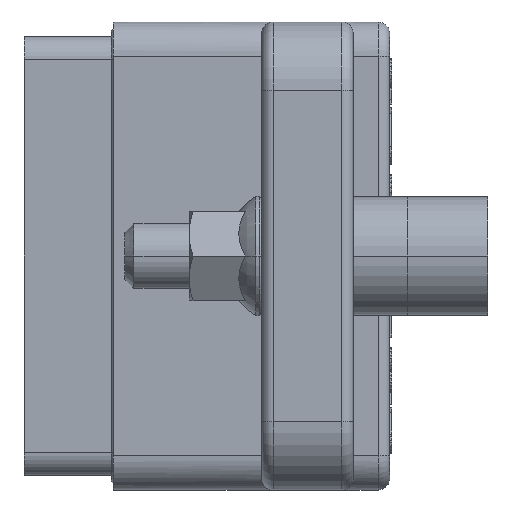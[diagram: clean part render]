
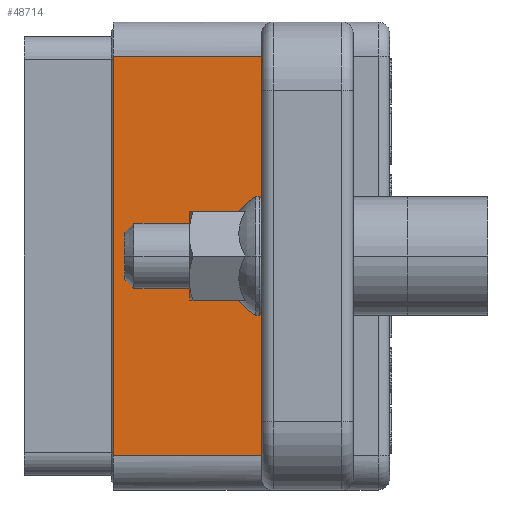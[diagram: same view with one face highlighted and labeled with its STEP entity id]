
A CAD part, left-side view. The second image highlights one B-rep face of the part: STEP entity #48714.
In plain terms, the highlighted planar face has unit normal (-1, 0, 0).
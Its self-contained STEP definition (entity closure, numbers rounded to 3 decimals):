
#98=DIRECTION('',(0.,0.,-1.));
#99=VECTOR('',#98,17.5);
#100=CARTESIAN_POINT('',(-10.,4.,8.75));
#101=LINE('',#100,#99);
#147=DIRECTION('',(0.,-1.,0.));
#148=VECTOR('',#147,6.5);
#149=CARTESIAN_POINT('',(-10.,10.5,8.75));
#150=LINE('',#149,#148);
#170=DIRECTION('',(0.,-1.,0.));
#171=VECTOR('',#170,6.5);
#172=CARTESIAN_POINT('',(-10.,10.5,-8.75));
#173=LINE('',#172,#171);
#178=DIRECTION('',(0.,0.,1.));
#179=VECTOR('',#178,17.5);
#180=CARTESIAN_POINT('',(-10.,10.5,-8.75));
#181=LINE('',#180,#179);
#39726=CARTESIAN_POINT('',(-10.,10.5,8.75));
#39727=CARTESIAN_POINT('',(-10.,4.,8.75));
#39728=VERTEX_POINT('',#39726);
#39729=VERTEX_POINT('',#39727);
#39733=CARTESIAN_POINT('',(-10.,10.5,-8.75));
#39735=VERTEX_POINT('',#39733);
#39736=CARTESIAN_POINT('',(-10.,4.,-8.75));
#39737=VERTEX_POINT('',#39736);
#48701=CARTESIAN_POINT('',(-10.,4.,-10.25));
#48702=DIRECTION('',(-1.,0.,0.));
#48703=DIRECTION('',(0.,0.,1.));
#48704=AXIS2_PLACEMENT_3D('',#48701,#48702,#48703);
#48705=PLANE('',#48704);
#48706=ORIENTED_EDGE('',*,*,#48694,.T.);
#48707=ORIENTED_EDGE('',*,*,#48627,.T.);
#48709=ORIENTED_EDGE('',*,*,#48708,.F.);
#48711=ORIENTED_EDGE('',*,*,#48710,.T.);
#48712=EDGE_LOOP('',(#48706,#48707,#48709,#48711));
#48713=FACE_OUTER_BOUND('',#48712,.F.);
#48714=ADVANCED_FACE('',(#48713),#48705,.T.);
#48627=EDGE_CURVE('',#39729,#39737,#101,.T.);
#48694=EDGE_CURVE('',#39728,#39729,#150,.T.);
#48708=EDGE_CURVE('',#39735,#39737,#173,.T.);
#48710=EDGE_CURVE('',#39735,#39728,#181,.T.);
